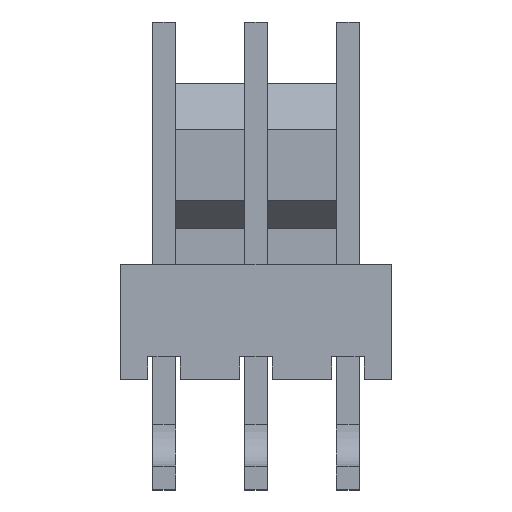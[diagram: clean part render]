
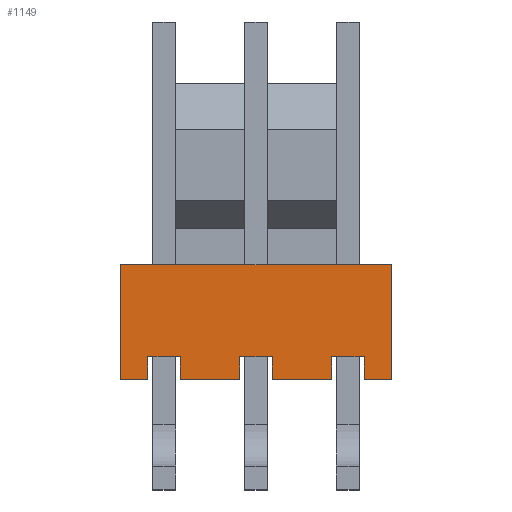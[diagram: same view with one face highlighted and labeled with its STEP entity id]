
A CAD part, top view. The second image highlights one B-rep face of the part: STEP entity #1149.
In plain terms, the highlighted planar face has unit normal (0, 0, 1).
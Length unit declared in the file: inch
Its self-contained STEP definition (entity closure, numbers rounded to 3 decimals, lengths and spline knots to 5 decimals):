
#1=DIRECTION('',(0.,-1.,0.));
#2=VECTOR('',#1,0.125);
#3=CARTESIAN_POINT('',(-0.147,0.0625,0.125));
#4=LINE('',#3,#2);
#33=DIRECTION('',(0.,1.,0.));
#34=VECTOR('',#33,0.025);
#35=CARTESIAN_POINT('',(0.0825,-0.0625,0.125));
#36=LINE('',#35,#34);
#37=DIRECTION('',(0.,1.,0.));
#38=VECTOR('',#37,0.025);
#39=CARTESIAN_POINT('',(0.0175,-0.0625,0.125));
#40=LINE('',#39,#38);
#41=DIRECTION('',(-1.,0.,0.));
#42=VECTOR('',#41,0.035);
#43=CARTESIAN_POINT('',(0.0175,-0.0375,0.125));
#44=LINE('',#43,#42);
#45=DIRECTION('',(0.,1.,0.));
#46=VECTOR('',#45,0.025);
#47=CARTESIAN_POINT('',(-0.0175,-0.0625,0.125));
#48=LINE('',#47,#46);
#49=DIRECTION('',(0.,1.,0.));
#50=VECTOR('',#49,0.025);
#51=CARTESIAN_POINT('',(-0.0825,-0.0625,0.125));
#52=LINE('',#51,#50);
#53=DIRECTION('',(-1.,0.,0.));
#54=VECTOR('',#53,0.035);
#55=CARTESIAN_POINT('',(-0.0825,-0.0375,0.125));
#56=LINE('',#55,#54);
#57=DIRECTION('',(0.,1.,0.));
#58=VECTOR('',#57,0.025);
#59=CARTESIAN_POINT('',(-0.1175,-0.0625,0.125));
#60=LINE('',#59,#58);
#61=DIRECTION('',(1.,0.,0.));
#62=VECTOR('',#61,0.294);
#63=CARTESIAN_POINT('',(-0.147,0.0625,0.125));
#64=LINE('',#63,#62);
#65=DIRECTION('',(0.,1.,0.));
#66=VECTOR('',#65,0.025);
#67=CARTESIAN_POINT('',(0.1175,-0.0625,0.125));
#68=LINE('',#67,#66);
#69=DIRECTION('',(-1.,0.,0.));
#70=VECTOR('',#69,0.035);
#71=CARTESIAN_POINT('',(0.1175,-0.0375,0.125));
#72=LINE('',#71,#70);
#81=DIRECTION('',(1.,0.,0.));
#82=VECTOR('',#81,0.0295);
#83=CARTESIAN_POINT('',(-0.147,-0.0625,0.125));
#84=LINE('',#83,#82);
#93=DIRECTION('',(1.,0.,0.));
#94=VECTOR('',#93,0.065);
#95=CARTESIAN_POINT('',(-0.0825,-0.0625,0.125));
#96=LINE('',#95,#94);
#105=DIRECTION('',(1.,0.,0.));
#106=VECTOR('',#105,0.065);
#107=CARTESIAN_POINT('',(0.0175,-0.0625,0.125));
#108=LINE('',#107,#106);
#113=DIRECTION('',(1.,0.,0.));
#114=VECTOR('',#113,0.0295);
#115=CARTESIAN_POINT('',(0.1175,-0.0625,0.125));
#116=LINE('',#115,#114);
#391=DIRECTION('',(0.,-1.,0.));
#392=VECTOR('',#391,0.125);
#393=CARTESIAN_POINT('',(0.147,0.0625,0.125));
#394=LINE('',#393,#392);
#817=CARTESIAN_POINT('',(-0.147,0.0625,0.125));
#818=CARTESIAN_POINT('',(-0.147,-0.0625,0.125));
#819=VERTEX_POINT('',#817);
#820=VERTEX_POINT('',#818);
#825=CARTESIAN_POINT('',(0.147,0.0625,0.125));
#826=CARTESIAN_POINT('',(0.147,-0.0625,0.125));
#827=VERTEX_POINT('',#825);
#828=VERTEX_POINT('',#826);
#893=CARTESIAN_POINT('',(-0.1175,-0.0625,0.125));
#895=VERTEX_POINT('',#893);
#897=CARTESIAN_POINT('',(-0.0825,-0.0625,0.125));
#899=VERTEX_POINT('',#897);
#905=CARTESIAN_POINT('',(-0.1175,-0.0375,0.125));
#906=VERTEX_POINT('',#905);
#907=CARTESIAN_POINT('',(-0.0825,-0.0375,0.125));
#908=VERTEX_POINT('',#907);
#909=CARTESIAN_POINT('',(-0.0175,-0.0625,0.125));
#911=VERTEX_POINT('',#909);
#913=CARTESIAN_POINT('',(0.0175,-0.0625,0.125));
#915=VERTEX_POINT('',#913);
#921=CARTESIAN_POINT('',(-0.0175,-0.0375,0.125));
#922=VERTEX_POINT('',#921);
#923=CARTESIAN_POINT('',(0.0175,-0.0375,0.125));
#924=VERTEX_POINT('',#923);
#925=CARTESIAN_POINT('',(0.0825,-0.0625,0.125));
#927=VERTEX_POINT('',#925);
#929=CARTESIAN_POINT('',(0.1175,-0.0625,0.125));
#931=VERTEX_POINT('',#929);
#937=CARTESIAN_POINT('',(0.0825,-0.0375,0.125));
#938=VERTEX_POINT('',#937);
#939=CARTESIAN_POINT('',(0.1175,-0.0375,0.125));
#940=VERTEX_POINT('',#939);
#1111=CARTESIAN_POINT('',(-0.147,0.0625,0.125));
#1112=DIRECTION('',(0.,0.,1.));
#1113=DIRECTION('',(0.,-1.,0.));
#1114=AXIS2_PLACEMENT_3D('',#1111,#1112,#1113);
#1115=PLANE('',#1114);
#1117=ORIENTED_EDGE('',*,*,#1116,.F.);
#1119=ORIENTED_EDGE('',*,*,#1118,.F.);
#1121=ORIENTED_EDGE('',*,*,#1120,.T.);
#1123=ORIENTED_EDGE('',*,*,#1122,.T.);
#1125=ORIENTED_EDGE('',*,*,#1124,.F.);
#1127=ORIENTED_EDGE('',*,*,#1126,.F.);
#1129=ORIENTED_EDGE('',*,*,#1128,.T.);
#1131=ORIENTED_EDGE('',*,*,#1130,.T.);
#1133=ORIENTED_EDGE('',*,*,#1132,.F.);
#1135=ORIENTED_EDGE('',*,*,#1134,.F.);
#1136=ORIENTED_EDGE('',*,*,#1090,.F.);
#1138=ORIENTED_EDGE('',*,*,#1137,.T.);
#1140=ORIENTED_EDGE('',*,*,#1139,.T.);
#1142=ORIENTED_EDGE('',*,*,#1141,.F.);
#1144=ORIENTED_EDGE('',*,*,#1143,.T.);
#1146=ORIENTED_EDGE('',*,*,#1145,.T.);
#1147=EDGE_LOOP('',(#1117,#1119,#1121,#1123,#1125,#1127,#1129,#1131,#1133,#1135,
#1136,#1138,#1140,#1142,#1144,#1146));
#1148=FACE_OUTER_BOUND('',#1147,.F.);
#1149=ADVANCED_FACE('',(#1148),#1115,.T.);
#1090=EDGE_CURVE('',#819,#820,#4,.T.);
#1116=EDGE_CURVE('',#927,#938,#36,.T.);
#1118=EDGE_CURVE('',#915,#927,#108,.T.);
#1120=EDGE_CURVE('',#915,#924,#40,.T.);
#1122=EDGE_CURVE('',#924,#922,#44,.T.);
#1124=EDGE_CURVE('',#911,#922,#48,.T.);
#1126=EDGE_CURVE('',#899,#911,#96,.T.);
#1128=EDGE_CURVE('',#899,#908,#52,.T.);
#1130=EDGE_CURVE('',#908,#906,#56,.T.);
#1132=EDGE_CURVE('',#895,#906,#60,.T.);
#1134=EDGE_CURVE('',#820,#895,#84,.T.);
#1137=EDGE_CURVE('',#819,#827,#64,.T.);
#1139=EDGE_CURVE('',#827,#828,#394,.T.);
#1141=EDGE_CURVE('',#931,#828,#116,.T.);
#1143=EDGE_CURVE('',#931,#940,#68,.T.);
#1145=EDGE_CURVE('',#940,#938,#72,.T.);
